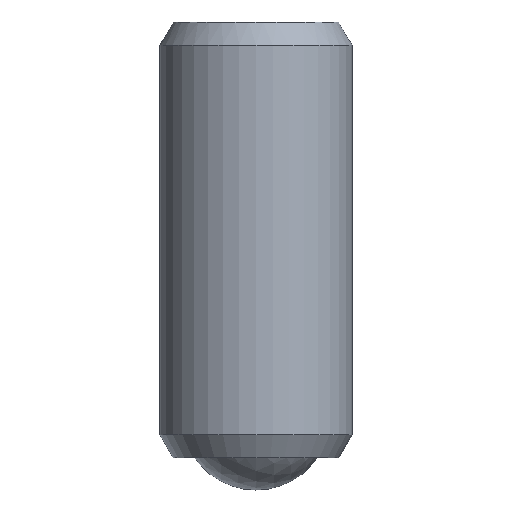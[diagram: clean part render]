
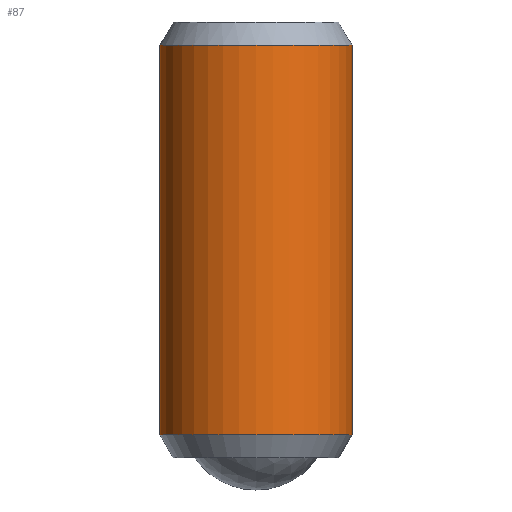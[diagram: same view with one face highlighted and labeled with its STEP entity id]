
A CAD part, front view. The second image highlights one B-rep face of the part: STEP entity #87.
In plain terms, the highlighted cylindrical face has radius 1.755 mm (diameter 3.51 mm), a partial arc.
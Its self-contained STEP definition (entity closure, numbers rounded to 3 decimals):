
#87=ADVANCED_FACE('',(#230),#231,.T.);
#89=EDGE_CURVE('',#99,#191,#233,.T.);
#95=EDGE_CURVE('',#197,#123,#240,.T.);
#99=VERTEX_POINT('',#244);
#115=EDGE_CURVE('',#191,#123,#263,.T.);
#123=VERTEX_POINT('',#273);
#167=EDGE_CURVE('',#197,#99,#319,.T.);
#191=VERTEX_POINT('',#346);
#197=VERTEX_POINT('',#352);
#230=FACE_OUTER_BOUND('',#378,.T.);
#231=CYLINDRICAL_SURFACE('',#379,1.755);
#233=CIRCLE('',#382,1.755);
#240=CIRCLE('',#391,1.755);
#244=CARTESIAN_POINT('',(-1.755,0.,1.011));
#263=LINE('',#420,#421);
#273=CARTESIAN_POINT('',(1.755,0.,8.109));
#319=LINE('',#521,#522);
#346=CARTESIAN_POINT('',(1.755,0.,1.011));
#352=CARTESIAN_POINT('',(-1.755,0.,8.109));
#378=EDGE_LOOP('',(#596,#597,#598,#599));
#379=AXIS2_PLACEMENT_3D('',#600,#601,#602);
#382=AXIS2_PLACEMENT_3D('',#603,#604,#605);
#391=AXIS2_PLACEMENT_3D('',#615,#616,#617);
#420=CARTESIAN_POINT('',(1.755,0.,4.56));
#421=VECTOR('',#655,1.0);
#521=CARTESIAN_POINT('',(-1.755,0.,4.56));
#522=VECTOR('',#709,1.0);
#596=ORIENTED_EDGE('',*,*,#115,.T.);
#597=ORIENTED_EDGE('',*,*,#95,.F.);
#598=ORIENTED_EDGE('',*,*,#167,.T.);
#599=ORIENTED_EDGE('',*,*,#89,.T.);
#600=CARTESIAN_POINT('',(0.,0.0,4.56));
#601=DIRECTION('',(0.,0.,-1.0));
#602=DIRECTION('',(1.0,0.,0.));
#603=CARTESIAN_POINT('',(0.,0.0,1.011));
#604=DIRECTION('',(0.,0.,1.0));
#605=DIRECTION('',(1.0,0.,0.));
#615=CARTESIAN_POINT('',(0.,0.0,8.109));
#616=DIRECTION('',(0.,0.,1.0));
#617=DIRECTION('',(1.0,0.,0.));
#655=DIRECTION('',(0.,0.0,1.0));
#709=DIRECTION('',(0.,-0.0,-1.0));
